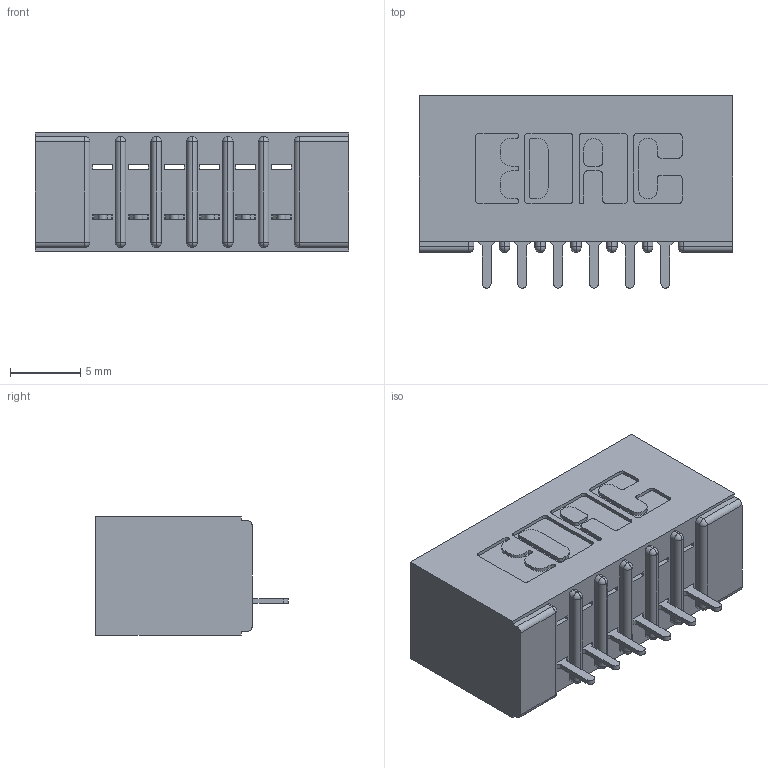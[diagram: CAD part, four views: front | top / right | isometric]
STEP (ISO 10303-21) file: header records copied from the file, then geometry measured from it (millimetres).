
FILE_DESCRIPTION (( 'STEP AP203' ), '1' );
FILE_NAME ('391-006-524-101.STEP', '2018-08-08T15:21:57', ( '' ), ( '' ), 'SwSTEP 2.0', 'SolidWorks 2016', '' );
FILE_SCHEMA (( 'CONFIG_CONTROL_DESIGN' ));
Length unit declared in the file: inch
Products named in the file (3): 341 Part_No Mounting Lugs; 341-292-001_341-292-124; 391-006-524-101
Assembly tree (7 placements, depth 2):
  391-006-524-101
    341 Part_No Mounting Lugs
    341-292-001_341-292-124  x6
Bounding box: 22.23 x 13.64 x 8.38 mm (x, y, z)
Volume: 1394.3 mm3; surface area: 2298.1 mm2
Topology: 7 solids, 7 shells, 600 faces, 1714 edges, 1102 vertices
Faces by surface type: plane 370, cylinder 206, sphere 14, torus 10
Entity records: 11587 total; most frequent: CARTESIAN_POINT 1952, ORIENTED_EDGE 1940, DIRECTION 1912, EDGE_CURVE 970, LINE 748, VECTOR 748, VERTEX_POINT 622, AXIS2_PLACEMENT_3D 582
